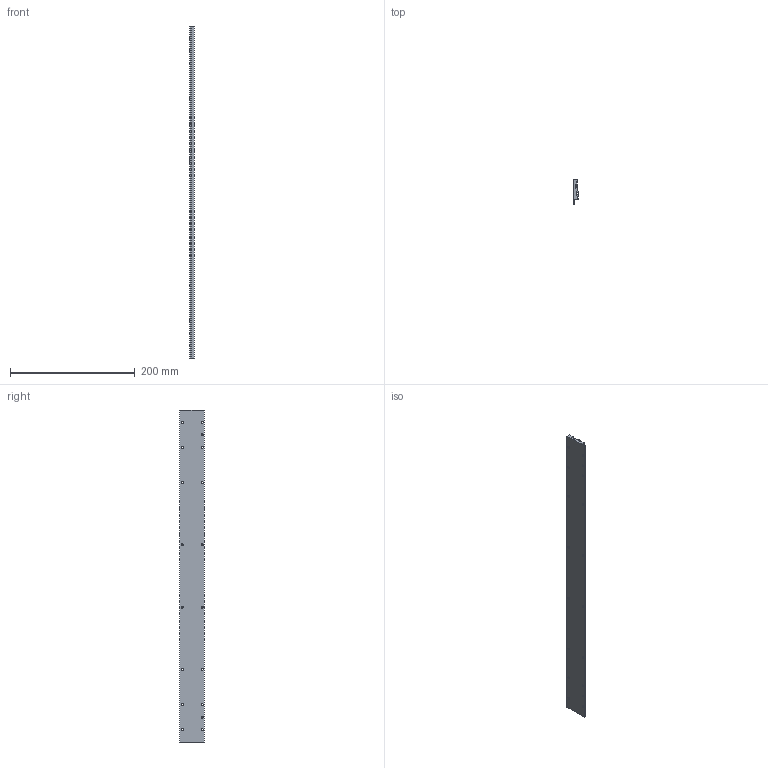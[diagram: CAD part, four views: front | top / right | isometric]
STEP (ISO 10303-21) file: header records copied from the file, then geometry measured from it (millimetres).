
FILE_DESCRIPTION(/* description */ ('STEP AP214'),/* implementation_level */ '2;1');
FILE_NAME(/* name */ '525690_SLG-S-12-400',/* time_stamp */ '2024-09-15T06:44:05+02:00',/* author */ ('License CC BY-ND 4.0'),/* organization */ ('CADENAS'),/* preprocessor_version */ 'ST-DEVELOPER v19.3',/* originating_system */ 'PARTsolutions',/* authorisation */ ' ');
FILE_SCHEMA (('AUTOMOTIVE_DESIGN {1 0 10303 214 3 1 1}'));
Length unit declared in the file: millimetre
Products named in the file (1): 525690 SLG-S-12-400
Bounding box: 7.2 x 39.6 x 533 mm (x, y, z)
Volume: 92553.2 mm3; surface area: 63082 mm2
Topology: 1 solids, 1 shells, 84 faces, 246 edges, 164 vertices
Faces by surface type: plane 44, cylinder 40
Full cylindrical faces by diameter (mm): 3 x2, 3.4 x16, 6 x8
Entity records: 2718 total; most frequent: DIRECTION 470, CARTESIAN_POINT 453, ORIENTED_EDGE 424, EDGE_CURVE 212, AXIS2_PLACEMENT_3D 173, VERTEX_POINT 156, EDGE_LOOP 146, FACE_BOUND 146
